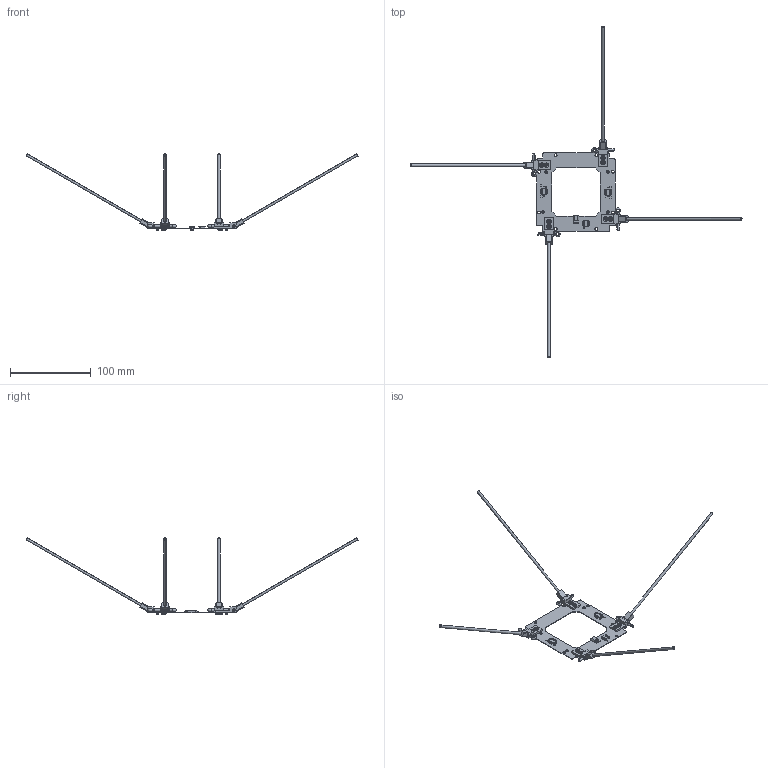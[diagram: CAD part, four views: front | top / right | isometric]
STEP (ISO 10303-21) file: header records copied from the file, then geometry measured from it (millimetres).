
FILE_DESCRIPTION(/* description */ (''),/* implementation_level */ '2;1');
FILE_NAME(/* name */ 'FinalAssemblyDeployed.stp',/* time_stamp */ '2019-06-21T13:56:28-04:00',/* author */ (''),/* organization */ (''),/* preprocessor_version */ 'ST-DEVELOPER v16',/* originating_system */ 'SIEMENS PLM Software NX 11.0',/* authorisation */ '');
FILE_SCHEMA (('AUTOMOTIVE_DESIGN { 1 0 10303 214 3 1 1 1 }'));
Length unit declared in the file: inch
Products named in the file (38): Extruded15698; Extruded11723; Extruded; User_Library-U_FL-R-SMT(10); User_Library-johnson_component_133-3711-801; qba; Antenna; SS316_CotterPin; SS_spring; ANTENNA_HINGE; SS316_screw; MOUNTING_HINGE; Board; FinalHingeAssembly; 1103835584; L4; 1103835720; C4; 1103835856; R3; R1; L1; U4; U3; U2; U1; R2; MMCX; L3; L2; C3; C2; C1; 3; 2; 1; PCBFinal; FinalAssembly
Assembly tree (54 placements, depth 5):
  FinalAssembly
    PCBFinal
      Board
      1
        qba
      2
        qba
      3
        qba
      C1
        1103835720
          Extruded
      C2
        1103835720
          Extruded
      C3
        1103835720
          Extruded
      L2
        1103835584
          Extruded11723
      L3
        1103835584
          Extruded11723
      MMCX
        User_Library-johnson_component_133-3711-801
      R2
        1103835856
          Extruded15698
      U1
        User_Library-U_FL-R-SMT(10)
      U2
        User_Library-U_FL-R-SMT(10)
      U3
        User_Library-U_FL-R-SMT(10)
      U4
        User_Library-U_FL-R-SMT(10)
      L1
        1103835584
          Extruded11723
      R1
        1103835856
          Extruded15698
      R3
        1103835856
          Extruded15698
      C4
        1103835720
          Extruded
      L4
        1103835584
          Extruded11723
    FinalHingeAssembly  x4
      MOUNTING_HINGE
      SS316_screw
      ANTENNA_HINGE
      SS_spring
      SS316_CotterPin
      Antenna
Bounding box: 412 x 412 x 94.84 mm (x, y, z)
Volume: 11999.6 mm3; surface area: 34850.8 mm2
Topology: 78 solids, 78 shells, 1344 faces, 3407 edges, 2238 vertices
Faces by surface type: plane 825, cylinder 343, cone 128, bspline 28, torus 12, revolution 8
Full cylindrical faces by diameter (mm): 0.635 x8, 1 x3, 2.464 x4, 3 x24, 3.175 x4, 3.2 x20, 3.5 x7
Entity records: 18578 total; most frequent: CARTESIAN_POINT 7177, DIRECTION 2048, ORIENTED_EDGE 1978, EDGE_CURVE 989, LINE 710, VECTOR 710, AXIS2_PLACEMENT_3D 668, VERTEX_POINT 659
